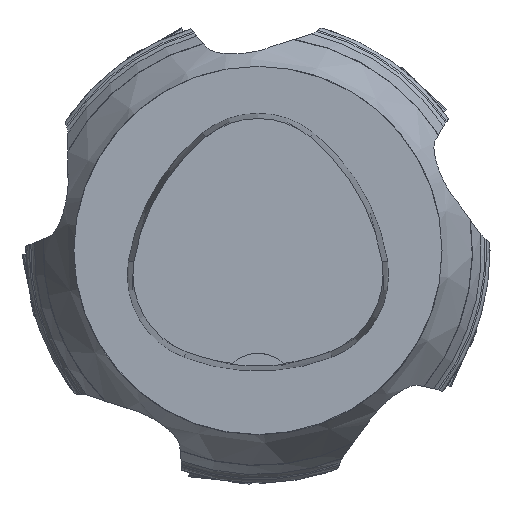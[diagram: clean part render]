
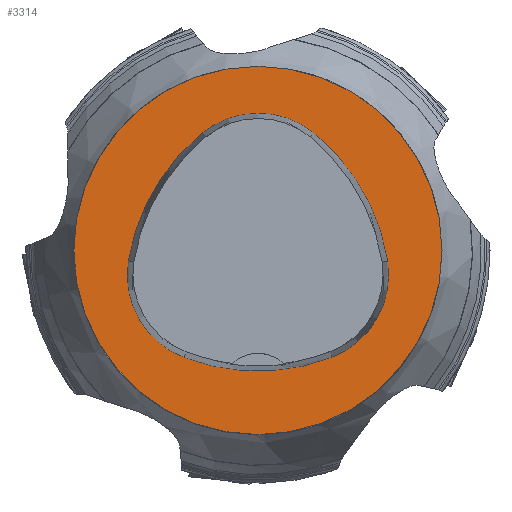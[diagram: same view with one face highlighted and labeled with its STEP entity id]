
A CAD part, top view. The second image highlights one B-rep face of the part: STEP entity #3314.
In plain terms, the highlighted planar face has unit normal (0, 0, 1).
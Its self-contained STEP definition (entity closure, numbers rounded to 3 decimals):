
#1564=FACE_BOUND('',#8137,.T.);
#1565=FACE_BOUND('',#8138,.T.);
#3314=ADVANCED_FACE('',(#1564,#1565),#5166,.T.);
#5166=PLANE('',#36807);
#8137=EDGE_LOOP('',(#15353,#15354,#15355,#15356,#15357,#15358));
#8138=EDGE_LOOP('',(#15359));
#11742=CIRCLE('',#36784,28.);
#11743=CIRCLE('',#36786,12.);
#11744=CIRCLE('',#36788,28.);
#11745=CIRCLE('',#36790,12.);
#11746=CIRCLE('',#36792,28.);
#11747=CIRCLE('',#36794,12.);
#11748=CIRCLE('',#36806,25.);
#15353=ORIENTED_EDGE('',*,*,#28431,.T.);
#15354=ORIENTED_EDGE('',*,*,#28429,.T.);
#15355=ORIENTED_EDGE('',*,*,#28427,.T.);
#15356=ORIENTED_EDGE('',*,*,#28425,.T.);
#15357=ORIENTED_EDGE('',*,*,#28423,.T.);
#15358=ORIENTED_EDGE('',*,*,#28421,.T.);
#15359=ORIENTED_EDGE('',*,*,#28444,.F.);
#24715=VERTEX_POINT('',#56793);
#24716=VERTEX_POINT('',#56795);
#24717=VERTEX_POINT('',#56799);
#24718=VERTEX_POINT('',#56803);
#24719=VERTEX_POINT('',#56807);
#24720=VERTEX_POINT('',#56811);
#24729=VERTEX_POINT('',#56843);
#28421=EDGE_CURVE('',#24716,#24715,#11742,.T.);
#28423=EDGE_CURVE('',#24717,#24716,#11743,.T.);
#28425=EDGE_CURVE('',#24718,#24717,#11744,.T.);
#28427=EDGE_CURVE('',#24719,#24718,#11745,.T.);
#28429=EDGE_CURVE('',#24720,#24719,#11746,.T.);
#28431=EDGE_CURVE('',#24715,#24720,#11747,.T.);
#28444=EDGE_CURVE('',#24729,#24729,#11748,.T.);
#36784=AXIS2_PLACEMENT_3D('',#56794,#42005,#42006);
#36786=AXIS2_PLACEMENT_3D('',#56798,#42010,#42011);
#36788=AXIS2_PLACEMENT_3D('',#56802,#42015,#42016);
#36790=AXIS2_PLACEMENT_3D('',#56806,#42020,#42021);
#36792=AXIS2_PLACEMENT_3D('',#56810,#42025,#42026);
#36794=AXIS2_PLACEMENT_3D('',#56814,#42030,#42031);
#36806=AXIS2_PLACEMENT_3D('',#56842,#42062,#42063);
#36807=AXIS2_PLACEMENT_3D('',#56844,#42064,#42065);
#42005=DIRECTION('',(0.,0.,-1.));
#42006=DIRECTION('',(-1.,0.,0.));
#42010=DIRECTION('',(0.,0.,-1.));
#42011=DIRECTION('',(-1.,0.,0.));
#42015=DIRECTION('',(0.,0.,-1.));
#42016=DIRECTION('',(-1.,0.,0.));
#42020=DIRECTION('',(0.,0.,-1.));
#42021=DIRECTION('',(-1.,0.,0.));
#42025=DIRECTION('',(0.,0.,-1.));
#42026=DIRECTION('',(-1.,0.,0.));
#42030=DIRECTION('',(0.,0.,-1.));
#42031=DIRECTION('',(-1.,0.,0.));
#42062=DIRECTION('',(0.,0.,-1.));
#42063=DIRECTION('',(-1.,0.,0.));
#42064=DIRECTION('',(0.,0.,1.));
#42065=DIRECTION('',(1.,0.,0.));
#56793=CARTESIAN_POINT('',(-10.025,-14.516,0.));
#56794=CARTESIAN_POINT('',(-0.01,11.631,0.));
#56795=CARTESIAN_POINT('',(10.05,-14.499,0.));
#56798=CARTESIAN_POINT('',(5.739,-3.3,0.));
#56799=CARTESIAN_POINT('',(17.59,-1.418,0.));
#56802=CARTESIAN_POINT('',(-10.063,-5.81,0.));
#56803=CARTESIAN_POINT('',(7.567,15.942,0.));
#56806=CARTESIAN_POINT('',(0.011,6.62,0.));
#56807=CARTESIAN_POINT('',(-7.531,15.953,0.));
#56810=CARTESIAN_POINT('',(10.068,-5.824,0.));
#56811=CARTESIAN_POINT('',(-17.584,-1.424,0.));
#56814=CARTESIAN_POINT('',(-5.733,-3.31,0.));
#56842=CARTESIAN_POINT('',(0.,0.,0.));
#56843=CARTESIAN_POINT('',(-25.,0.,0.));
#56844=CARTESIAN_POINT('',(0.,0.,0.));
